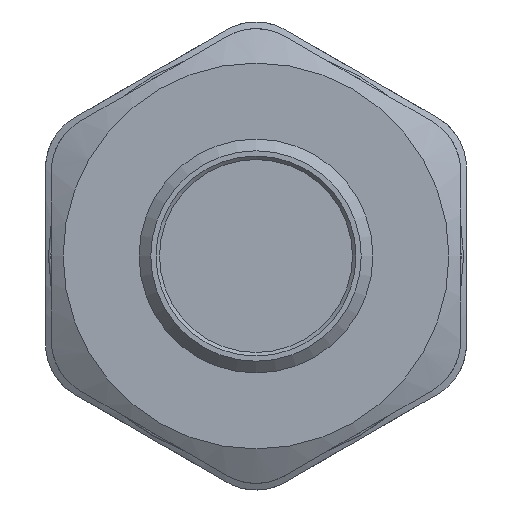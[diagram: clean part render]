
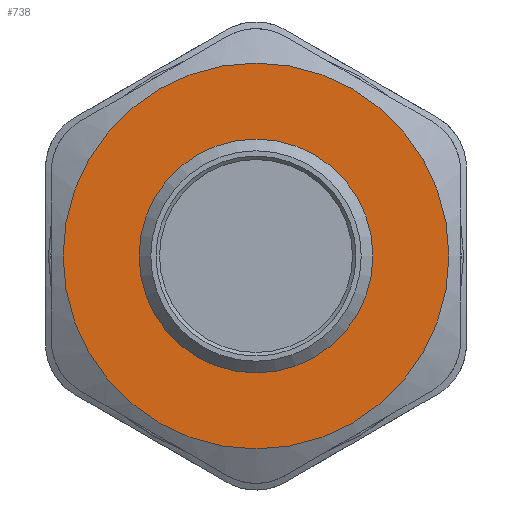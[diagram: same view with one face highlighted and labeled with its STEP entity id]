
A CAD part, front view. The second image highlights one B-rep face of the part: STEP entity #738.
In plain terms, the highlighted planar face has unit normal (0, -1, 0).
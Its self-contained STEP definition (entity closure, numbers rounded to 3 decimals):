
#161=FACE_BOUND('',#253,.T.);
#209=FACE_OUTER_BOUND('',#252,.T.);
#252=EDGE_LOOP('',(#502));
#253=EDGE_LOOP('',(#503));
#299=CIRCLE('',#807,16.5);
#300=CIRCLE('',#808,9.2);
#321=VERTEX_POINT('',#1042);
#322=VERTEX_POINT('',#1044);
#393=EDGE_CURVE('',#321,#321,#299,.T.);
#394=EDGE_CURVE('',#322,#322,#300,.T.);
#502=ORIENTED_EDGE('',*,*,#393,.F.);
#503=ORIENTED_EDGE('',*,*,#394,.T.);
#720=PLANE('',#806);
#738=ADVANCED_FACE('',(#209,#161),#720,.T.);
#806=AXIS2_PLACEMENT_3D('',#1041,#877,#878);
#807=AXIS2_PLACEMENT_3D('',#1043,#879,#880);
#808=AXIS2_PLACEMENT_3D('',#1045,#881,#882);
#877=DIRECTION('center_axis',(0.,-1.,0.));
#878=DIRECTION('ref_axis',(0.,0.,-1.));
#879=DIRECTION('center_axis',(0.,1.,0.));
#880=DIRECTION('ref_axis',(1.,0.,0.));
#881=DIRECTION('center_axis',(0.,1.,0.));
#882=DIRECTION('ref_axis',(1.,0.,0.));
#1041=CARTESIAN_POINT('Origin',(-32.243,-26.936,-0.388));
#1042=CARTESIAN_POINT('',(0.757,-26.936,-0.388));
#1043=CARTESIAN_POINT('Origin',(-15.743,-26.936,-0.388));
#1044=CARTESIAN_POINT('',(-6.543,-26.936,-0.388));
#1045=CARTESIAN_POINT('Origin',(-15.743,-26.936,-0.388));
